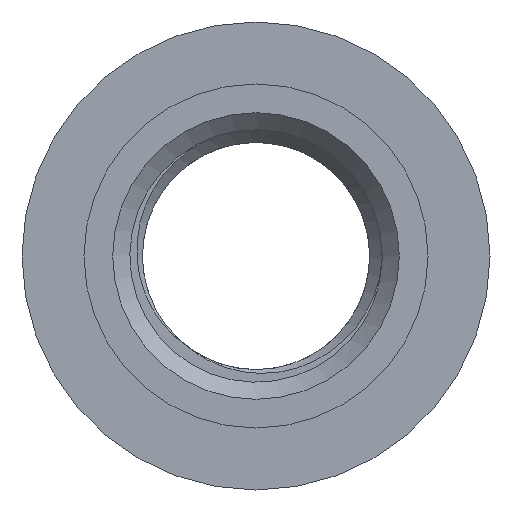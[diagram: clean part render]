
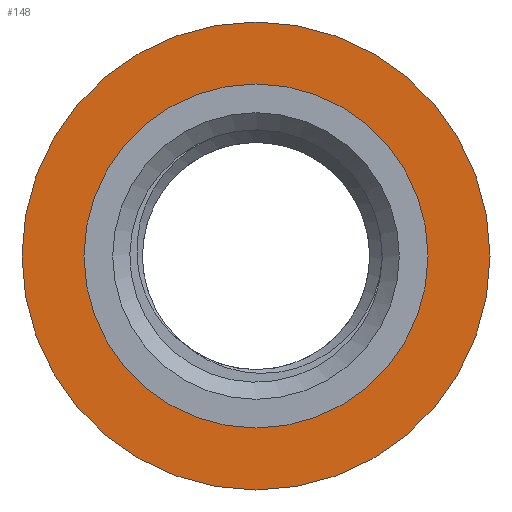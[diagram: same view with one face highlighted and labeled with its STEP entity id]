
A CAD part, front view. The second image highlights one B-rep face of the part: STEP entity #148.
In plain terms, the highlighted planar face has unit normal (0, -1, 0).
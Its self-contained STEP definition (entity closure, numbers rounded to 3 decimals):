
#12 = CIRCLE ( 'NONE', #478, 2.045 ) ;
#34 = EDGE_CURVE ( 'NONE', #354, #354, #324, .T. ) ;
#36 = DIRECTION ( 'NONE',  ( 1., 0., 0. ) ) ;
#74 = EDGE_LOOP ( 'NONE', ( #433 ) ) ;
#97 = PLANE ( 'NONE',  #606 ) ;
#129 = ORIENTED_EDGE ( 'NONE', *, *, #34, .T. ) ;
#143 = CARTESIAN_POINT ( 'NONE',  ( 2.781, 1.524, 0. ) ) ;
#148 = ADVANCED_FACE ( 'NONE', ( #261, #551 ), #97, .T. ) ;
#209 = EDGE_CURVE ( 'NONE', #338, #338, #12, .T. ) ;
#210 = CARTESIAN_POINT ( 'NONE',  ( 0., 1.524, 0. ) ) ;
#217 = DIRECTION ( 'NONE',  ( 0., -1., 0. ) ) ;
#222 = CARTESIAN_POINT ( 'NONE',  ( 2.781, 1.524, 0. ) ) ;
#226 = DIRECTION ( 'NONE',  ( 0., -1., 0. ) ) ;
#261 = FACE_OUTER_BOUND ( 'NONE', #481, .T. ) ;
#324 = CIRCLE ( 'NONE', #376, 2.781 ) ;
#338 = VERTEX_POINT ( 'NONE', #471 ) ;
#354 = VERTEX_POINT ( 'NONE', #143 ) ;
#376 = AXIS2_PLACEMENT_3D ( 'NONE', #633, #226, #379 ) ;
#379 = DIRECTION ( 'NONE',  ( 1., 0., 0. ) ) ;
#433 = ORIENTED_EDGE ( 'NONE', *, *, #209, .F. ) ;
#471 = CARTESIAN_POINT ( 'NONE',  ( 2.045, 1.524, 0. ) ) ;
#478 = AXIS2_PLACEMENT_3D ( 'NONE', #210, #535, #36 ) ;
#481 = EDGE_LOOP ( 'NONE', ( #129 ) ) ;
#496 = DIRECTION ( 'NONE',  ( 1., 0., 0. ) ) ;
#535 = DIRECTION ( 'NONE',  ( 0., -1., 0. ) ) ;
#551 = FACE_BOUND ( 'NONE', #74, .T. ) ;
#606 = AXIS2_PLACEMENT_3D ( 'NONE', #222, #217, #496 ) ;
#633 = CARTESIAN_POINT ( 'NONE',  ( 0., 1.524, 0. ) ) ;
